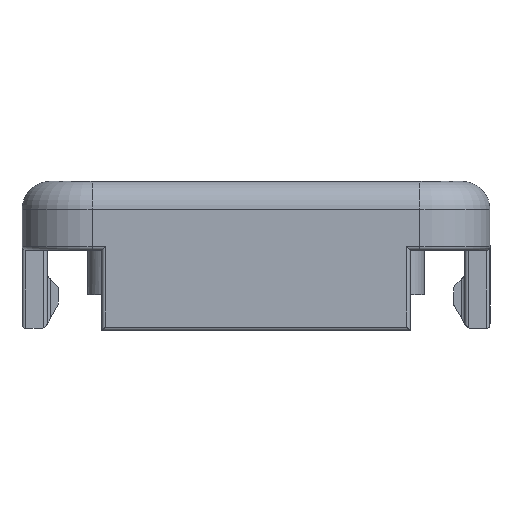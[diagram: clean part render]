
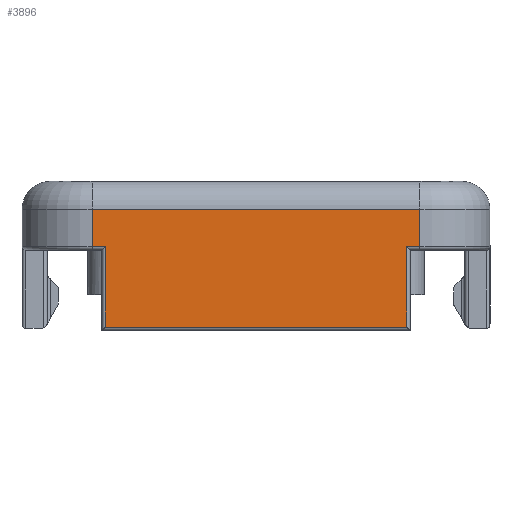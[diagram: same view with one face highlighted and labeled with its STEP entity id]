
A CAD part, front view. The second image highlights one B-rep face of the part: STEP entity #3896.
In plain terms, the highlighted planar face has unit normal (0, -1, 0).
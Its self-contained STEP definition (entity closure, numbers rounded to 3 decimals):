
#55 = EDGE_CURVE ( 'NONE', #3411, #2061, #734, .T. ) ;
#57 = DIRECTION ( 'NONE',  ( 0., 0., -1. ) ) ;
#269 = VERTEX_POINT ( 'NONE', #1201 ) ;
#424 = CARTESIAN_POINT ( 'NONE',  ( -10.75, -16.2, 0.45 ) ) ;
#466 = VECTOR ( 'NONE', #7498, 1000. ) ;
#498 = EDGE_CURVE ( 'NONE', #2061, #3197, #4004, .T. ) ;
#499 = FACE_OUTER_BOUND ( 'NONE', #6765, .T. ) ;
#510 = DIRECTION ( 'NONE',  ( 0., 0., 1. ) ) ;
#584 = CARTESIAN_POINT ( 'NONE',  ( 11.7, -16.2, 5.1 ) ) ;
#601 = ORIENTED_EDGE ( 'NONE', *, *, #2191, .T. ) ;
#684 = VECTOR ( 'NONE', #1006, 1000. ) ;
#695 = DIRECTION ( 'NONE',  ( 0., 0., -1. ) ) ;
#734 = LINE ( 'NONE', #6285, #466 ) ;
#973 = VERTEX_POINT ( 'NONE', #424 ) ;
#995 = EDGE_CURVE ( 'NONE', #5828, #269, #2017, .T. ) ;
#1006 = DIRECTION ( 'NONE',  ( -1., 0., 0. ) ) ;
#1068 = VECTOR ( 'NONE', #695, 1000. ) ;
#1109 = ORIENTED_EDGE ( 'NONE', *, *, #995, .T. ) ;
#1111 = AXIS2_PLACEMENT_3D ( 'NONE', #2248, #7663, #510 ) ;
#1201 = CARTESIAN_POINT ( 'NONE',  ( -11.7, -16.2, 0.45 ) ) ;
#1244 = ORIENTED_EDGE ( 'NONE', *, *, #3448, .T. ) ;
#1437 = EDGE_CURVE ( 'NONE', #973, #6804, #7167, .T. ) ;
#1691 = LINE ( 'NONE', #6130, #6288 ) ;
#2017 = LINE ( 'NONE', #5815, #3424 ) ;
#2051 = CARTESIAN_POINT ( 'NONE',  ( 10.75, -16.2, -5.3 ) ) ;
#2061 = VERTEX_POINT ( 'NONE', #6555 ) ;
#2191 = EDGE_CURVE ( 'NONE', #269, #973, #5460, .T. ) ;
#2248 = CARTESIAN_POINT ( 'NONE',  ( -11.7, -16.2, 5.1 ) ) ;
#2421 = CARTESIAN_POINT ( 'NONE',  ( -11.7, -16.2, 3.1 ) ) ;
#2649 = LINE ( 'NONE', #5786, #684 ) ;
#2781 = VECTOR ( 'NONE', #7438, 1000. ) ;
#2806 = DIRECTION ( 'NONE',  ( 0., 0., -1. ) ) ;
#2941 = VECTOR ( 'NONE', #57, 1000. ) ;
#2951 = PLANE ( 'NONE',  #1111 ) ;
#3197 = VERTEX_POINT ( 'NONE', #6505 ) ;
#3411 = VERTEX_POINT ( 'NONE', #2051 ) ;
#3424 = VECTOR ( 'NONE', #2806, 1000. ) ;
#3448 = EDGE_CURVE ( 'NONE', #6804, #3411, #1691, .T. ) ;
#3709 = DIRECTION ( 'NONE',  ( 1., 0., 0. ) ) ;
#3755 = EDGE_CURVE ( 'NONE', #6626, #5828, #2649, .T. ) ;
#3784 = LINE ( 'NONE', #584, #1068 ) ;
#3880 = ORIENTED_EDGE ( 'NONE', *, *, #1437, .T. ) ;
#3896 = ADVANCED_FACE ( 'NONE', ( #499 ), #2951, .F. ) ;
#4004 = LINE ( 'NONE', #4981, #2781 ) ;
#4846 = ORIENTED_EDGE ( 'NONE', *, *, #5268, .F. ) ;
#4884 = CARTESIAN_POINT ( 'NONE',  ( -11.7, -16.2, 0.45 ) ) ;
#4981 = CARTESIAN_POINT ( 'NONE',  ( -11.7, -16.2, 0.45 ) ) ;
#5268 = EDGE_CURVE ( 'NONE', #6626, #3197, #3784, .T. ) ;
#5297 = ORIENTED_EDGE ( 'NONE', *, *, #55, .T. ) ;
#5439 = CARTESIAN_POINT ( 'NONE',  ( -10.75, -16.2, 5.1 ) ) ;
#5460 = LINE ( 'NONE', #4884, #6014 ) ;
#5596 = ORIENTED_EDGE ( 'NONE', *, *, #498, .T. ) ;
#5786 = CARTESIAN_POINT ( 'NONE',  ( -11.7, -16.2, 3.1 ) ) ;
#5815 = CARTESIAN_POINT ( 'NONE',  ( -11.7, -16.2, 5.1 ) ) ;
#5828 = VERTEX_POINT ( 'NONE', #2421 ) ;
#6014 = VECTOR ( 'NONE', #3709, 1000. ) ;
#6130 = CARTESIAN_POINT ( 'NONE',  ( 11., -16.2, -5.3 ) ) ;
#6285 = CARTESIAN_POINT ( 'NONE',  ( 10.75, -16.2, 5.1 ) ) ;
#6288 = VECTOR ( 'NONE', #7409, 1000. ) ;
#6505 = CARTESIAN_POINT ( 'NONE',  ( 11.7, -16.2, 0.45 ) ) ;
#6555 = CARTESIAN_POINT ( 'NONE',  ( 10.75, -16.2, 0.45 ) ) ;
#6626 = VERTEX_POINT ( 'NONE', #7509 ) ;
#6765 = EDGE_LOOP ( 'NONE', ( #1109, #601, #3880, #1244, #5297, #5596, #4846, #7467 ) ) ;
#6804 = VERTEX_POINT ( 'NONE', #6999 ) ;
#6999 = CARTESIAN_POINT ( 'NONE',  ( -10.75, -16.2, -5.3 ) ) ;
#7167 = LINE ( 'NONE', #5439, #2941 ) ;
#7409 = DIRECTION ( 'NONE',  ( 1., 0., 0. ) ) ;
#7438 = DIRECTION ( 'NONE',  ( 1., 0., 0. ) ) ;
#7467 = ORIENTED_EDGE ( 'NONE', *, *, #3755, .T. ) ;
#7498 = DIRECTION ( 'NONE',  ( 0., 0., 1. ) ) ;
#7509 = CARTESIAN_POINT ( 'NONE',  ( 11.7, -16.2, 3.1 ) ) ;
#7663 = DIRECTION ( 'NONE',  ( 0., 1., 0. ) ) ;
